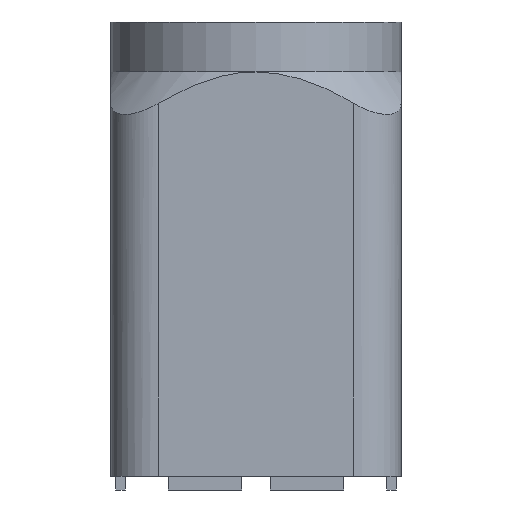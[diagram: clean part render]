
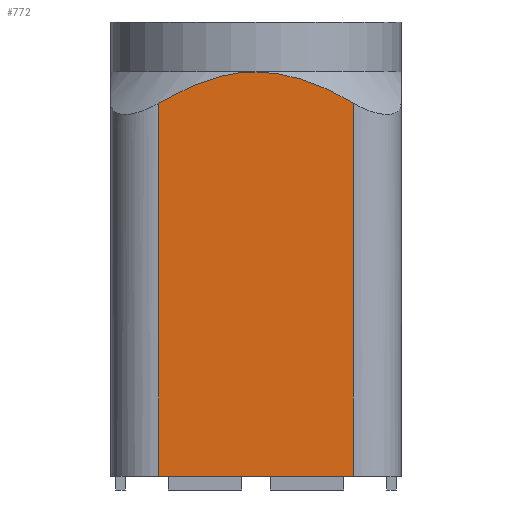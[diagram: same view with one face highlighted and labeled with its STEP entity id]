
A CAD part, front view. The second image highlights one B-rep face of the part: STEP entity #772.
In plain terms, the highlighted planar face has unit normal (0, -1, 0).
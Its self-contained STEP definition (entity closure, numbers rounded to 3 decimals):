
#18=(
BOUNDED_CURVE()
B_SPLINE_CURVE(2,(#1234,#1235,#1236),.UNSPECIFIED.,.F.,.F.)
B_SPLINE_CURVE_WITH_KNOTS((3,3),(2.806,5.107),
 .UNSPECIFIED.)
CURVE()
GEOMETRIC_REPRESENTATION_ITEM()
RATIONAL_B_SPLINE_CURVE((1.,1.062,1.022))
REPRESENTATION_ITEM('')
);
#19=(
BOUNDED_CURVE()
B_SPLINE_CURVE(2,(#1237,#1238,#1239),.UNSPECIFIED.,.F.,.F.)
B_SPLINE_CURVE_WITH_KNOTS((3,3),(0.505,2.806),
 .UNSPECIFIED.)
CURVE()
GEOMETRIC_REPRESENTATION_ITEM()
RATIONAL_B_SPLINE_CURVE((1.022,1.062,1.))
REPRESENTATION_ITEM('')
);
#57=FACE_OUTER_BOUND('',#106,.T.);
#106=EDGE_LOOP('',(#580,#581,#582,#583,#584));
#166=LINE('',#1144,#259);
#185=LINE('',#1202,#278);
#188=LINE('',#1213,#281);
#259=VECTOR('',#932,10.);
#278=VECTOR('',#955,10.);
#281=VECTOR('',#962,10.);
#346=VERTEX_POINT('',#1141);
#347=VERTEX_POINT('',#1143);
#366=VERTEX_POINT('',#1183);
#369=VERTEX_POINT('',#1212);
#370=VERTEX_POINT('',#1233);
#425=EDGE_CURVE('',#347,#346,#166,.T.);
#446=EDGE_CURVE('',#346,#366,#185,.T.);
#450=EDGE_CURVE('',#347,#369,#188,.T.);
#452=EDGE_CURVE('',#370,#366,#18,.T.);
#453=EDGE_CURVE('',#369,#370,#19,.T.);
#580=ORIENTED_EDGE('',*,*,#425,.T.);
#581=ORIENTED_EDGE('',*,*,#446,.T.);
#582=ORIENTED_EDGE('',*,*,#452,.F.);
#583=ORIENTED_EDGE('',*,*,#453,.F.);
#584=ORIENTED_EDGE('',*,*,#450,.F.);
#732=PLANE('',#840);
#772=ADVANCED_FACE('',(#57),#732,.T.);
#840=AXIS2_PLACEMENT_3D('',#1232,#963,#964);
#932=DIRECTION('',(1.,0.,0.));
#955=DIRECTION('',(0.,0.,1.));
#962=DIRECTION('',(0.,0.,1.));
#963=DIRECTION('center_axis',(0.,-1.,0.));
#964=DIRECTION('ref_axis',(1.,0.,0.));
#1141=CARTESIAN_POINT('',(20.5,-40.5,0.));
#1143=CARTESIAN_POINT('',(-20.5,-40.5,0.));
#1144=CARTESIAN_POINT('',(-20.5,-40.5,0.));
#1183=CARTESIAN_POINT('',(20.5,-40.5,78.422));
#1202=CARTESIAN_POINT('',(20.5,-40.5,0.));
#1212=CARTESIAN_POINT('',(-20.5,-40.5,78.422));
#1213=CARTESIAN_POINT('',(-20.5,-40.5,0.));
#1232=CARTESIAN_POINT('Origin',(-20.5,-40.5,0.));
#1233=CARTESIAN_POINT('',(0.,-40.5,85.));
#1234=CARTESIAN_POINT('Ctrl Pts',(0.,-40.5,85.));
#1235=CARTESIAN_POINT('Ctrl Pts',(9.298,-40.5,85.));
#1236=CARTESIAN_POINT('Ctrl Pts',(20.5,-40.5,78.422));
#1237=CARTESIAN_POINT('Ctrl Pts',(-20.5,-40.5,78.422));
#1238=CARTESIAN_POINT('Ctrl Pts',(-9.298,-40.5,85.));
#1239=CARTESIAN_POINT('Ctrl Pts',(0.,-40.5,85.));
